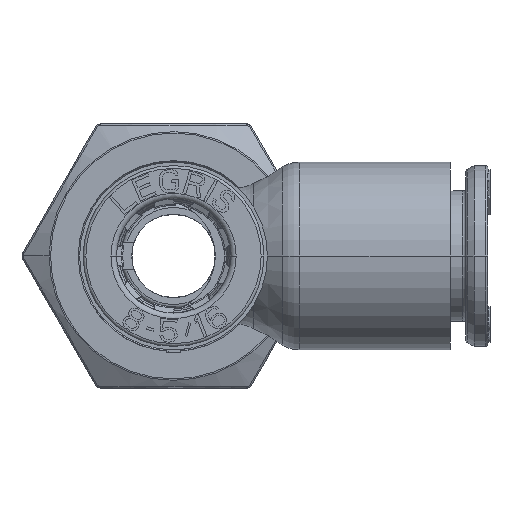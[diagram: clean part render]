
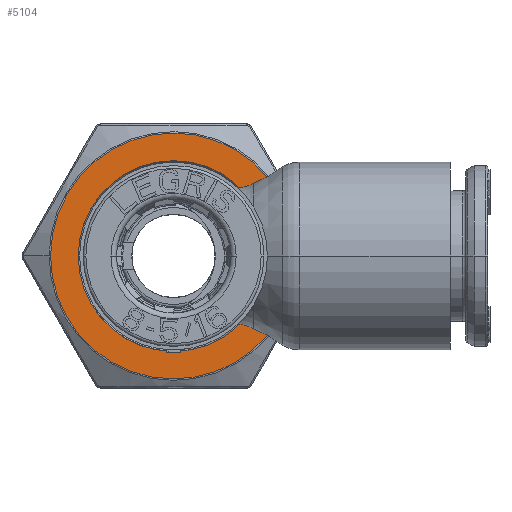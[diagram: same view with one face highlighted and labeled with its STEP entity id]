
A CAD part, left-side view. The second image highlights one B-rep face of the part: STEP entity #5104.
In plain terms, the highlighted planar face has unit normal (-1, 0, 0).
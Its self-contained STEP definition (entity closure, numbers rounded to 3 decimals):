
#5104=ADVANCED_FACE('',(#11008,#11009),#11010,.F.);
#11008=FACE_OUTER_BOUND('',#21313,.T.);
#11009=FACE_BOUND('',#21314,.T.);
#11010=PLANE('',#21315);
#21313=EDGE_LOOP('',(#38006,#38007,#38008));
#21314=EDGE_LOOP('',(#38009,#38010));
#21315=AXIS2_PLACEMENT_3D('',#38011,#38012,#38013);
#38006=ORIENTED_EDGE('',*,*,#51807,.T.);
#38007=ORIENTED_EDGE('',*,*,#45820,.T.);
#38008=ORIENTED_EDGE('',*,*,#51808,.T.);
#38009=ORIENTED_EDGE('',*,*,#51809,.T.);
#38010=ORIENTED_EDGE('',*,*,#51600,.T.);
#38011=CARTESIAN_POINT('',(20.5,0.0,0.0));
#38012=DIRECTION('',(1.0,0.0,0.0));
#38013=DIRECTION('',(0.0,-1.0,-0.0));
#45820=EDGE_CURVE('',#54043,#54049,#54051,.T.);
#51600=EDGE_CURVE('',#63039,#63045,#63047,.T.);
#51807=EDGE_CURVE('',#63301,#54043,#63302,.T.);
#51808=EDGE_CURVE('',#54049,#63301,#63303,.T.);
#51809=EDGE_CURVE('',#63045,#63039,#63304,.T.);
#54043=VERTEX_POINT('',#66264);
#54049=VERTEX_POINT('',#66270);
#54051=CIRCLE('',#66272,8.838);
#63039=VERTEX_POINT('',#83608);
#63045=VERTEX_POINT('',#83615);
#63047=CIRCLE('',#83618,6.85);
#63301=VERTEX_POINT('',#84098);
#63302=CIRCLE('',#84099,8.838);
#63303=CIRCLE('',#84100,8.838);
#63304=CIRCLE('',#84101,6.85);
#66264=CARTESIAN_POINT('',(20.5,8.837,0.062));
#66270=CARTESIAN_POINT('',(20.5,-8.837,-0.062));
#66272=AXIS2_PLACEMENT_3D('',#87676,#87677,#87678);
#83608=CARTESIAN_POINT('',(20.5,0.,6.85));
#83615=CARTESIAN_POINT('',(20.5,0.0,-6.85));
#83618=AXIS2_PLACEMENT_3D('',#93642,#93643,#93644);
#84098=CARTESIAN_POINT('',(20.5,-8.838,0.0));
#84099=AXIS2_PLACEMENT_3D('',#93793,#93794,#93795);
#84100=AXIS2_PLACEMENT_3D('',#93796,#93797,#93798);
#84101=AXIS2_PLACEMENT_3D('',#93799,#93800,#93801);
#87676=CARTESIAN_POINT('',(20.5,0.0,0.0));
#87677=DIRECTION('',(-1.0,0.0,0.0));
#87678=DIRECTION('',(0.0,1.0,0.0));
#93642=CARTESIAN_POINT('',(20.5,0.0,0.0));
#93643=DIRECTION('',(1.0,0.0,0.0));
#93644=DIRECTION('',(0.0,0.0,-1.0));
#93793=CARTESIAN_POINT('',(20.5,0.0,0.0));
#93794=DIRECTION('',(-1.0,0.0,0.0));
#93795=DIRECTION('',(0.0,1.0,0.0));
#93796=CARTESIAN_POINT('',(20.5,0.0,0.0));
#93797=DIRECTION('',(-1.0,0.0,0.0));
#93798=DIRECTION('',(0.0,1.0,0.0));
#93799=CARTESIAN_POINT('',(20.5,0.0,0.0));
#93800=DIRECTION('',(1.0,0.0,0.0));
#93801=DIRECTION('',(0.0,0.0,-1.0));
